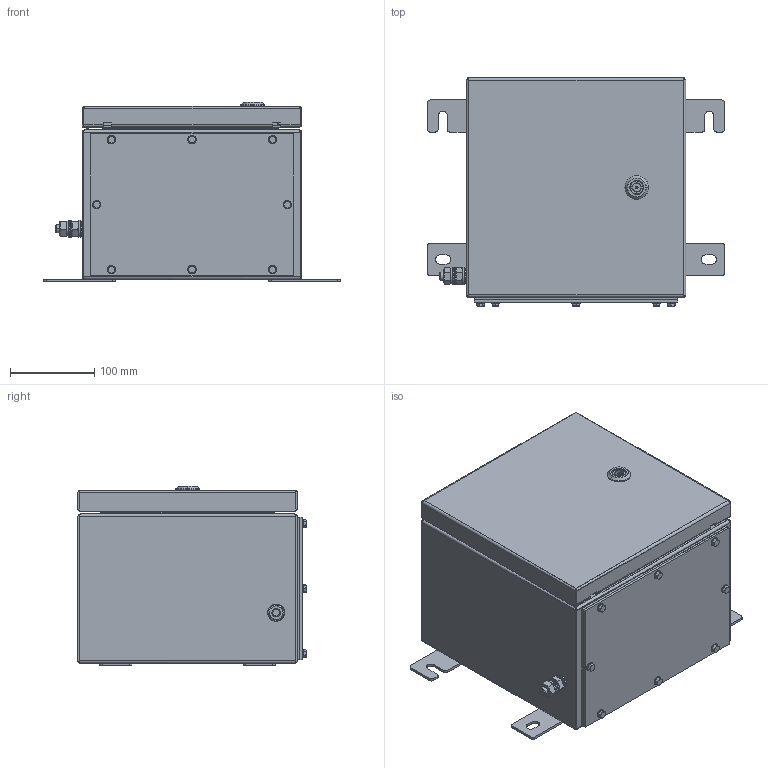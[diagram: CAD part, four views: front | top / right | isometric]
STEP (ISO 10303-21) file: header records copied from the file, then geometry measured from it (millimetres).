
FILE_DESCRIPTION (( 'STEP AP214' ), '1' );
FILE_NAME ('34060200.STEP', '2013-11-21T13:44:45', ( '' ), ( '' ), 'SwSTEP 2.0', 'SolidWorks 2013', '' );
FILE_SCHEMA (( 'AUTOMOTIVE_DESIGN' ));
Length unit declared in the file: millimetre
Products named in the file (45): 34060200; 42887_Standard<Wie bearbeitet>; 93378; 42195; 42194; 83081; 56461; 93379; 42899_Standard<Wie bearbeitet>; 92441; 82410_230x227; 56473; 83159; 93377; 83156; 82414; 99570; 94140_f〉 Mutter M10; 56309; 82414_Nur f〉 Darstellung; 42045_Unterteil; 42045_Oberteil; 42045_Stift; 42045_Stift_umgedreht; 42066_Mutter; 42066_Geh; 42066; 42090; 82204; 42067_Federsch; 42067_Betaetigung; 42067_O-Ring; 42067; 94375; 56350; 42286_21xM20; 42045; 82420_34045003; 34065003_Standard Dichtung; 92081 ...
Assembly tree (94 placements, depth 4):
  34060200
    56461
      42887_Standard<Wie bearbeitet>
      93378  x4
      42194  x2
      42195  x2
      83081  x8
      93379
    56473
      42899_Standard<Wie bearbeitet>
      82410_230x227
      93379
      92441
    56309
      93377
      83159  x4
      83156  x5
      99570  x4
      82414
      94140_f〉 Mutter M10  x2
      82414_Nur f〉 Darstellung
    42045_Stift_umgedreht
      42045_Unterteil
      42045_Stift
      42045_Oberteil
    56350
      42066
        42066_Geh
        42066_Mutter
      82204
      42090
      42067
        42067_Federsch
        42067_O-Ring
        42067_Betaetigung
        42067
      94375
    42045
      42045_Unterteil
      42045_Stift
      42045_Oberteil
    34065003_Standard Dichtung
      42286_21xM20
      82420_34045003
      93379  x2
      92081  x2
    98061  x8
    93173  x8
    92081  x2
    94387  x4
    83160  x2
Bounding box: 352 x 270.5 x 213 mm (x, y, z)
Volume: 865243.2 mm3; surface area: 950169.6 mm2
Topology: 85 solids, 85 shells, 1855 faces, 4473 edges, 2833 vertices
Faces by surface type: plane 838, cylinder 625, cone 254, bspline 70, torus 56, sphere 12
Entity records: 33924 total; most frequent: CARTESIAN_POINT 7982, DIRECTION 5007, ORIENTED_EDGE 4824, EDGE_CURVE 2412, AXIS2_PLACEMENT_3D 1802, VERTEX_POINT 1503, LINE 1403, VECTOR 1403
